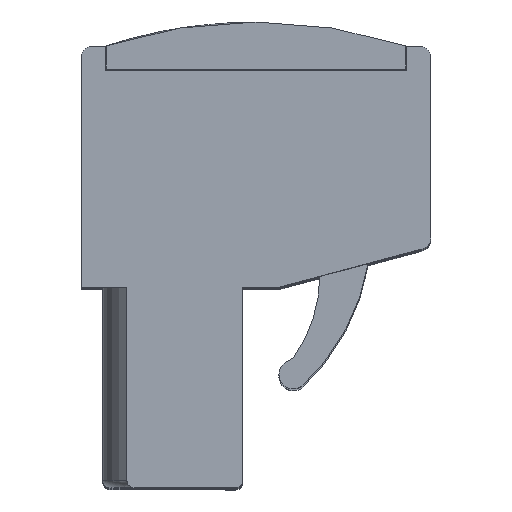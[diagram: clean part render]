
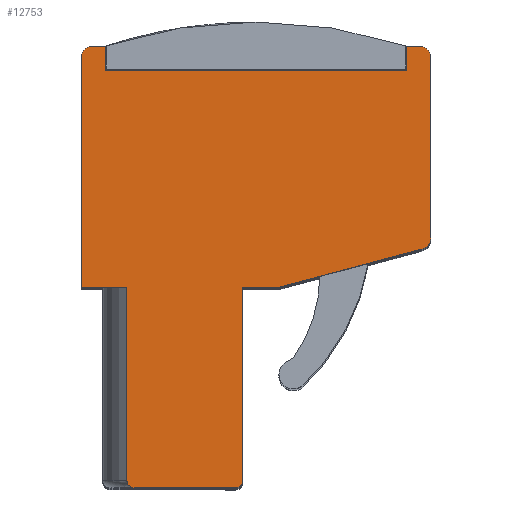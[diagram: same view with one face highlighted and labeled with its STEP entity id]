
A CAD part, top view. The second image highlights one B-rep face of the part: STEP entity #12753.
In plain terms, the highlighted planar face has unit normal (0, 0, 1).
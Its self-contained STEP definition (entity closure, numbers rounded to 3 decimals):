
#109 = ORIENTED_EDGE ( 'NONE', *, *, #14134, .T. ) ;
#199 = LINE ( 'NONE', #8043, #2543 ) ;
#222 = ORIENTED_EDGE ( 'NONE', *, *, #3273, .T. ) ;
#353 = LINE ( 'NONE', #13464, #14731 ) ;
#365 = ORIENTED_EDGE ( 'NONE', *, *, #12074, .F. ) ;
#434 = VECTOR ( 'NONE', #10195, 1000. ) ;
#531 = CARTESIAN_POINT ( 'NONE',  ( -2.8, 18.3, 2.54 ) ) ;
#667 = PLANE ( 'NONE',  #11442 ) ;
#711 = DIRECTION ( 'NONE',  ( 0., 0., 1. ) ) ;
#719 = VECTOR ( 'NONE', #12866, 1000. ) ;
#812 = VERTEX_POINT ( 'NONE', #10325 ) ;
#934 = VERTEX_POINT ( 'NONE', #9391 ) ;
#939 = EDGE_CURVE ( 'NONE', #11339, #934, #2218, .T. ) ;
#961 = LINE ( 'NONE', #14476, #6701 ) ;
#1357 = CIRCLE ( 'NONE', #8604, 0.3 ) ;
#1596 = DIRECTION ( 'NONE',  ( 0., 1., 0. ) ) ;
#1617 = CARTESIAN_POINT ( 'NONE',  ( 10.329, 9.889, 2.54 ) ) ;
#1620 = EDGE_CURVE ( 'NONE', #5320, #812, #12513, .T. ) ;
#1707 = DIRECTION ( 'NONE',  ( 0., 0., 1. ) ) ;
#1732 = VECTOR ( 'NONE', #4285, 1000. ) ;
#1745 = VERTEX_POINT ( 'NONE', #3357 ) ;
#1829 = ORIENTED_EDGE ( 'NONE', *, *, #11194, .T. ) ;
#2068 = CARTESIAN_POINT ( 'NONE',  ( 4.4, 8.3, 2.54 ) ) ;
#2218 = LINE ( 'NONE', #12750, #7608 ) ;
#2450 = CARTESIAN_POINT ( 'NONE',  ( 2.6, 0.3, 2.54 ) ) ;
#2543 = VECTOR ( 'NONE', #6957, 1000. ) ;
#2587 = CARTESIAN_POINT ( 'NONE',  ( -1.9, 0., 2.54 ) ) ;
#2685 = CIRCLE ( 'NONE', #4558, 0.5 ) ;
#2745 = VERTEX_POINT ( 'NONE', #11453 ) ;
#2788 = DIRECTION ( 'NONE',  ( 0., 0., 1. ) ) ;
#2789 = DIRECTION ( 'NONE',  ( 1., 0., 0. ) ) ;
#3098 = CARTESIAN_POINT ( 'NONE',  ( -1.9, 0.3, 2.54 ) ) ;
#3273 = EDGE_CURVE ( 'NONE', #2745, #9665, #199, .T. ) ;
#3357 = CARTESIAN_POINT ( 'NONE',  ( 2.9, 0.3, 2.54 ) ) ;
#3408 = CARTESIAN_POINT ( 'NONE',  ( 4.4, 8.3, 2.54 ) ) ;
#3518 = EDGE_CURVE ( 'NONE', #9110, #9665, #9137, .T. ) ;
#3590 = DIRECTION ( 'NONE',  ( 1., 0., 0. ) ) ;
#3657 = CARTESIAN_POINT ( 'NONE',  ( 10.2, 17.8, 2.54 ) ) ;
#3911 = CARTESIAN_POINT ( 'NONE',  ( -2.8, 17.3, 2.54 ) ) ;
#4019 = CARTESIAN_POINT ( 'NONE',  ( 9.7, 18.3, 2.54 ) ) ;
#4132 = ORIENTED_EDGE ( 'NONE', *, *, #8270, .F. ) ;
#4285 = DIRECTION ( 'NONE',  ( 0.966, 0.259, 0. ) ) ;
#4558 = AXIS2_PLACEMENT_3D ( 'NONE', #3657, #11588, #4830 ) ;
#4722 = VECTOR ( 'NONE', #2789, 1000. ) ;
#4813 = VECTOR ( 'NONE', #10535, 1000. ) ;
#4830 = DIRECTION ( 'NONE',  ( 1., 0., 0. ) ) ;
#4978 = CARTESIAN_POINT ( 'NONE',  ( 10.7, 18.3, 2.54 ) ) ;
#5072 = DIRECTION ( 'NONE',  ( 1., 0., 0. ) ) ;
#5152 = CARTESIAN_POINT ( 'NONE',  ( -3.8, 8.3, 2.54 ) ) ;
#5196 = EDGE_CURVE ( 'NONE', #5514, #10079, #12426, .T. ) ;
#5320 = VERTEX_POINT ( 'NONE', #3098 ) ;
#5465 = ORIENTED_EDGE ( 'NONE', *, *, #3518, .F. ) ;
#5514 = VERTEX_POINT ( 'NONE', #6848 ) ;
#5575 = DIRECTION ( 'NONE',  ( 0., 1., 0. ) ) ;
#5649 = VECTOR ( 'NONE', #5072, 1000. ) ;
#5660 = CARTESIAN_POINT ( 'NONE',  ( -2.8, 17.3, 2.54 ) ) ;
#5760 = CARTESIAN_POINT ( 'NONE',  ( -1.9, 8.3, 2.54 ) ) ;
#6048 = CARTESIAN_POINT ( 'NONE',  ( -1.9, 0., 2.54 ) ) ;
#6084 = VERTEX_POINT ( 'NONE', #3408 ) ;
#6156 = VECTOR ( 'NONE', #1596, 1000. ) ;
#6368 = VECTOR ( 'NONE', #14184, 1000. ) ;
#6430 = EDGE_CURVE ( 'NONE', #11848, #812, #11164, .T. ) ;
#6495 = EDGE_CURVE ( 'NONE', #11535, #11339, #14344, .T. ) ;
#6536 = CARTESIAN_POINT ( 'NONE',  ( -1.6, 0.3, 2.54 ) ) ;
#6701 = VECTOR ( 'NONE', #13394, 1000. ) ;
#6848 = CARTESIAN_POINT ( 'NONE',  ( -3.3, 18.3, 2.54 ) ) ;
#6957 = DIRECTION ( 'NONE',  ( -1., 0., 0. ) ) ;
#6994 = AXIS2_PLACEMENT_3D ( 'NONE', #9578, #2788, #10721 ) ;
#7090 = ORIENTED_EDGE ( 'NONE', *, *, #6495, .T. ) ;
#7187 = DIRECTION ( 'NONE',  ( -1., 0., 0. ) ) ;
#7195 = ORIENTED_EDGE ( 'NONE', *, *, #10842, .F. ) ;
#7270 = AXIS2_PLACEMENT_3D ( 'NONE', #8545, #1707, #9661 ) ;
#7333 = AXIS2_PLACEMENT_3D ( 'NONE', #6536, #14419, #7679 ) ;
#7584 = CARTESIAN_POINT ( 'NONE',  ( 0., 0., 2.54 ) ) ;
#7608 = VECTOR ( 'NONE', #12795, 1000. ) ;
#7679 = DIRECTION ( 'NONE',  ( 1., 0., 0. ) ) ;
#7894 = VERTEX_POINT ( 'NONE', #3911 ) ;
#8043 = CARTESIAN_POINT ( 'NONE',  ( 10.7, 18.3, 2.54 ) ) ;
#8270 = EDGE_CURVE ( 'NONE', #7894, #9110, #12518, .T. ) ;
#8545 = CARTESIAN_POINT ( 'NONE',  ( -3.3, 17.8, 2.54 ) ) ;
#8550 = EDGE_CURVE ( 'NONE', #9960, #10298, #11279, .T. ) ;
#8604 = AXIS2_PLACEMENT_3D ( 'NONE', #2450, #10397, #3590 ) ;
#8708 = DIRECTION ( 'NONE',  ( 1., 0., 0. ) ) ;
#9110 = VERTEX_POINT ( 'NONE', #14019 ) ;
#9137 = LINE ( 'NONE', #9597, #6156 ) ;
#9181 = EDGE_CURVE ( 'NONE', #13622, #6084, #13715, .T. ) ;
#9219 = ORIENTED_EDGE ( 'NONE', *, *, #11902, .T. ) ;
#9268 = ORIENTED_EDGE ( 'NONE', *, *, #12754, .T. ) ;
#9320 = ORIENTED_EDGE ( 'NONE', *, *, #6430, .F. ) ;
#9391 = CARTESIAN_POINT ( 'NONE',  ( 10.7, 17.8, 2.54 ) ) ;
#9456 = LINE ( 'NONE', #4978, #719 ) ;
#9578 = CARTESIAN_POINT ( 'NONE',  ( 10.2, 10.372, 2.54 ) ) ;
#9597 = CARTESIAN_POINT ( 'NONE',  ( 9.7, 18.3, 2.54 ) ) ;
#9661 = DIRECTION ( 'NONE',  ( 1., 0., 0. ) ) ;
#9665 = VERTEX_POINT ( 'NONE', #4019 ) ;
#9960 = VERTEX_POINT ( 'NONE', #13742 ) ;
#9990 = VERTEX_POINT ( 'NONE', #11482 ) ;
#10079 = VERTEX_POINT ( 'NONE', #11725 ) ;
#10149 = CARTESIAN_POINT ( 'NONE',  ( 2.6, 0., 2.54 ) ) ;
#10195 = DIRECTION ( 'NONE',  ( 1., 0., 0. ) ) ;
#10298 = VERTEX_POINT ( 'NONE', #5760 ) ;
#10321 = ORIENTED_EDGE ( 'NONE', *, *, #1620, .T. ) ;
#10323 = CARTESIAN_POINT ( 'NONE',  ( 2.9, 8.3, 2.54 ) ) ;
#10325 = CARTESIAN_POINT ( 'NONE',  ( -1.6, 0., 2.54 ) ) ;
#10397 = DIRECTION ( 'NONE',  ( 0., 0., 1. ) ) ;
#10535 = DIRECTION ( 'NONE',  ( 0., 1., 0. ) ) ;
#10575 = ORIENTED_EDGE ( 'NONE', *, *, #939, .T. ) ;
#10721 = DIRECTION ( 'NONE',  ( 1., 0., 0. ) ) ;
#10799 = ORIENTED_EDGE ( 'NONE', *, *, #8550, .T. ) ;
#10842 = EDGE_CURVE ( 'NONE', #5320, #10298, #13459, .T. ) ;
#11164 = LINE ( 'NONE', #6048, #14174 ) ;
#11194 = EDGE_CURVE ( 'NONE', #6084, #11535, #13444, .T. ) ;
#11242 = ORIENTED_EDGE ( 'NONE', *, *, #5196, .T. ) ;
#11279 = LINE ( 'NONE', #11824, #5649 ) ;
#11339 = VERTEX_POINT ( 'NONE', #12532 ) ;
#11442 = AXIS2_PLACEMENT_3D ( 'NONE', #7584, #711, #8708 ) ;
#11453 = CARTESIAN_POINT ( 'NONE',  ( 10.2, 18.3, 2.54 ) ) ;
#11482 = CARTESIAN_POINT ( 'NONE',  ( -2.8, 18.3, 2.54 ) ) ;
#11535 = VERTEX_POINT ( 'NONE', #1617 ) ;
#11588 = DIRECTION ( 'NONE',  ( 0., 0., 1. ) ) ;
#11725 = CARTESIAN_POINT ( 'NONE',  ( -3.8, 17.8, 2.54 ) ) ;
#11824 = CARTESIAN_POINT ( 'NONE',  ( -3.8, 8.3, 2.54 ) ) ;
#11848 = VERTEX_POINT ( 'NONE', #10149 ) ;
#11902 = EDGE_CURVE ( 'NONE', #11848, #1745, #1357, .T. ) ;
#12074 = EDGE_CURVE ( 'NONE', #9990, #7894, #12335, .T. ) ;
#12157 = EDGE_LOOP ( 'NONE', ( #7195, #10321, #9320, #9219, #109, #14608, #1829, #7090, #10575, #12283, #222, #5465, #4132, #365, #9268, #11242, #13998, #10799 ) ) ;
#12231 = EDGE_CURVE ( 'NONE', #10079, #9960, #961, .T. ) ;
#12283 = ORIENTED_EDGE ( 'NONE', *, *, #14236, .T. ) ;
#12335 = LINE ( 'NONE', #531, #6368 ) ;
#12426 = CIRCLE ( 'NONE', #7270, 0.5 ) ;
#12513 = CIRCLE ( 'NONE', #7333, 0.3 ) ;
#12518 = LINE ( 'NONE', #5660, #434 ) ;
#12532 = CARTESIAN_POINT ( 'NONE',  ( 10.7, 10.372, 2.54 ) ) ;
#12750 = CARTESIAN_POINT ( 'NONE',  ( 10.7, 9.988, 2.54 ) ) ;
#12753 = ADVANCED_FACE ( 'NONE', ( #13500 ), #667, .T. ) ;
#12754 = EDGE_CURVE ( 'NONE', #9990, #5514, #9456, .T. ) ;
#12795 = DIRECTION ( 'NONE',  ( 0., 1., 0. ) ) ;
#12866 = DIRECTION ( 'NONE',  ( -1., 0., 0. ) ) ;
#13394 = DIRECTION ( 'NONE',  ( 0., -1., 0. ) ) ;
#13444 = LINE ( 'NONE', #2068, #1732 ) ;
#13459 = LINE ( 'NONE', #2587, #4813 ) ;
#13464 = CARTESIAN_POINT ( 'NONE',  ( 2.9, 0., 2.54 ) ) ;
#13500 = FACE_OUTER_BOUND ( 'NONE', #12157, .T. ) ;
#13622 = VERTEX_POINT ( 'NONE', #10323 ) ;
#13715 = LINE ( 'NONE', #5152, #4722 ) ;
#13742 = CARTESIAN_POINT ( 'NONE',  ( -3.8, 8.3, 2.54 ) ) ;
#13998 = ORIENTED_EDGE ( 'NONE', *, *, #12231, .T. ) ;
#14019 = CARTESIAN_POINT ( 'NONE',  ( 9.7, 17.3, 2.54 ) ) ;
#14134 = EDGE_CURVE ( 'NONE', #1745, #13622, #353, .T. ) ;
#14174 = VECTOR ( 'NONE', #7187, 1000. ) ;
#14184 = DIRECTION ( 'NONE',  ( 0., -1., 0. ) ) ;
#14236 = EDGE_CURVE ( 'NONE', #934, #2745, #2685, .T. ) ;
#14344 = CIRCLE ( 'NONE', #6994, 0.5 ) ;
#14419 = DIRECTION ( 'NONE',  ( 0., 0., 1. ) ) ;
#14476 = CARTESIAN_POINT ( 'NONE',  ( -3.8, 18.3, 2.54 ) ) ;
#14608 = ORIENTED_EDGE ( 'NONE', *, *, #9181, .T. ) ;
#14731 = VECTOR ( 'NONE', #5575, 1000. ) ;
